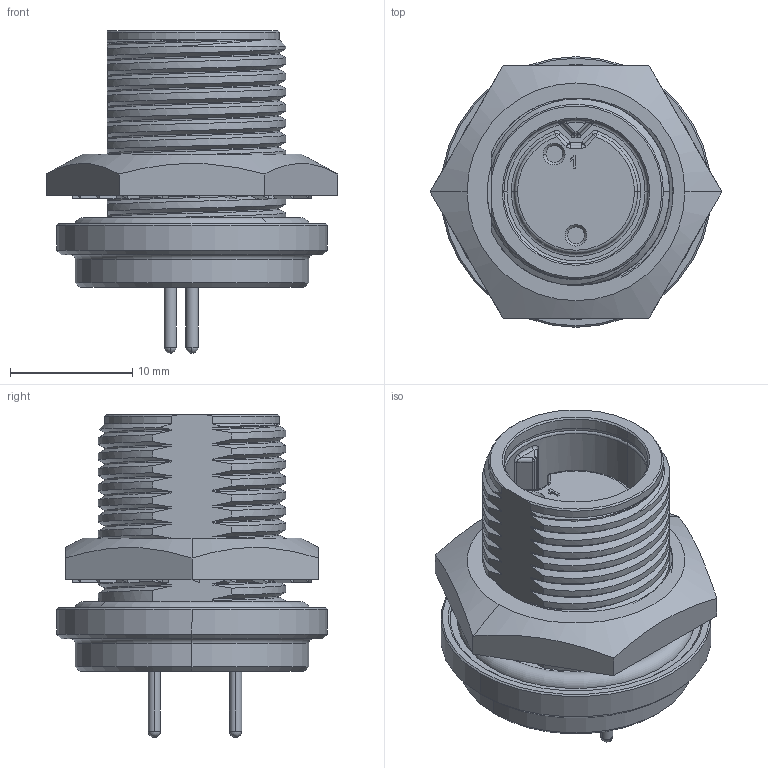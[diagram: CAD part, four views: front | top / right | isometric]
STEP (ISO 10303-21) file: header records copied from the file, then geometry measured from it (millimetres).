
FILE_DESCRIPTION (( 'STEP AP203' ), '1' );
FILE_NAME ('SF7281-2SG-3ES.STEP', '2014-11-17T21:16:15', ( '' ), ( '' ), 'SwSTEP 2.0', 'SolidWorks 2014', '' );
FILE_SCHEMA (( 'CONFIG_CONTROL_DESIGN' ));
Length unit declared in the file: inch
Products named in the file (1): SF7281-2SG-3ES
Bounding box: 23.82 x 22.1 x 26.37 mm (x, y, z)
Volume: 4370.5 mm3; surface area: 3555.3 mm2
Topology: 2 solids, 5 shells, 363 faces, 869 edges, 537 vertices
Faces by surface type: plane 177, cylinder 80, bspline 43, cone 29, torus 22, sphere 12
Entity records: 25458 total; most frequent: CARTESIAN_POINT 17541, ORIENTED_EDGE 1714, DIRECTION 1495, EDGE_CURVE 857, VERTEX_POINT 537, AXIS2_PLACEMENT_3D 505, LINE 485, VECTOR 485
